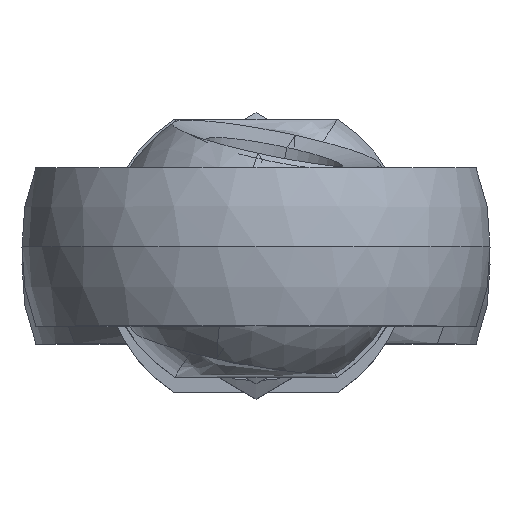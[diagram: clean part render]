
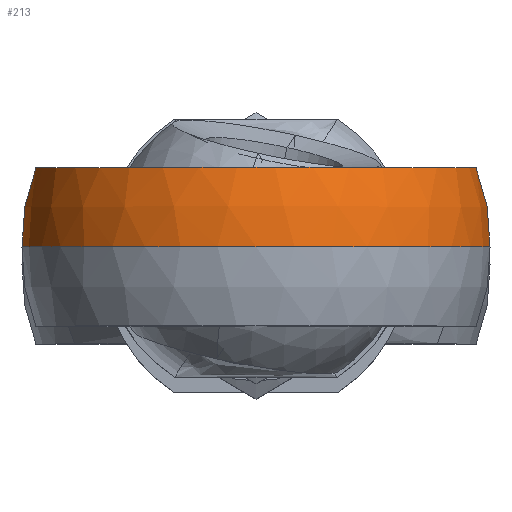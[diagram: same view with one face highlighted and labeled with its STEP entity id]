
A CAD part, top view. The second image highlights one B-rep face of the part: STEP entity #213.
In plain terms, the highlighted spherical face has radius 10 mm.
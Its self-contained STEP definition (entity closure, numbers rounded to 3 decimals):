
#19 = DIRECTION ( 'NONE',  ( 1., 0., 0. ) ) ;
#37 = DIRECTION ( 'NONE',  ( -1., 0., 0. ) ) ;
#191 = CIRCLE ( 'NONE', #285, 10. ) ;
#208 = VERTEX_POINT ( 'NONE', #2626 ) ;
#213 = ADVANCED_FACE ( 'NONE', ( #230 ), #2379, .T. ) ;
#230 = FACE_OUTER_BOUND ( 'NONE', #1364, .T. ) ;
#233 = ORIENTED_EDGE ( 'NONE', *, *, #676, .T. ) ;
#285 = AXIS2_PLACEMENT_3D ( 'NONE', #2517, #1301, #37 ) ;
#302 = DIRECTION ( 'NONE',  ( 0., 0., 1. ) ) ;
#310 = CARTESIAN_POINT ( 'NONE',  ( 0., 0., 0. ) ) ;
#332 = CARTESIAN_POINT ( 'NONE',  ( 0., -5.373, 0. ) ) ;
#340 = EDGE_CURVE ( 'NONE', #1486, #1685, #2128, .T. ) ;
#364 = AXIS2_PLACEMENT_3D ( 'NONE', #310, #302, #735 ) ;
#384 = CIRCLE ( 'NONE', #1510, 9.413 ) ;
#413 = DIRECTION ( 'NONE',  ( 0., 1., 0. ) ) ;
#418 = CARTESIAN_POINT ( 'NONE',  ( 0., -5.373, 0. ) ) ;
#421 = DIRECTION ( 'NONE',  ( 0., 0., 1. ) ) ;
#425 = ORIENTED_EDGE ( 'NONE', *, *, #884, .F. ) ;
#532 = EDGE_CURVE ( 'NONE', #208, #730, #1418, .T. ) ;
#645 = DIRECTION ( 'NONE',  ( -1., 0., 0. ) ) ;
#676 = EDGE_CURVE ( 'NONE', #730, #1974, #1123, .T. ) ;
#730 = VERTEX_POINT ( 'NONE', #1907 ) ;
#735 = DIRECTION ( 'NONE',  ( -1., 0., 0. ) ) ;
#744 = AXIS2_PLACEMENT_3D ( 'NONE', #332, #2608, #1179 ) ;
#767 = ORIENTED_EDGE ( 'NONE', *, *, #1569, .T. ) ;
#798 = CARTESIAN_POINT ( 'NONE',  ( 0., 10., 0. ) ) ;
#884 = EDGE_CURVE ( 'NONE', #1486, #1974, #191, .T. ) ;
#889 = AXIS2_PLACEMENT_3D ( 'NONE', #418, #413, #645 ) ;
#1123 = CIRCLE ( 'NONE', #1532, 10. ) ;
#1179 = DIRECTION ( 'NONE',  ( -1., 0., 0. ) ) ;
#1301 = DIRECTION ( 'NONE',  ( 0., 0., -1. ) ) ;
#1364 = EDGE_LOOP ( 'NONE', ( #1482, #233, #425, #1650, #767 ) ) ;
#1418 = CIRCLE ( 'NONE', #744, 8.434 ) ;
#1482 = ORIENTED_EDGE ( 'NONE', *, *, #532, .T. ) ;
#1486 = VERTEX_POINT ( 'NONE', #1677 ) ;
#1510 = AXIS2_PLACEMENT_3D ( 'NONE', #2551, #1520, #2156 ) ;
#1520 = DIRECTION ( 'NONE',  ( 0., 0., -1. ) ) ;
#1532 = AXIS2_PLACEMENT_3D ( 'NONE', #2493, #421, #19 ) ;
#1569 = EDGE_CURVE ( 'NONE', #1685, #208, #384, .T. ) ;
#1650 = ORIENTED_EDGE ( 'NONE', *, *, #340, .T. ) ;
#1677 = CARTESIAN_POINT ( 'NONE',  ( -8.434, -5.373, 0. ) ) ;
#1685 = VERTEX_POINT ( 'NONE', #2660 ) ;
#1907 = CARTESIAN_POINT ( 'NONE',  ( 8.434, -5.373, 0. ) ) ;
#1974 = VERTEX_POINT ( 'NONE', #798 ) ;
#2128 = CIRCLE ( 'NONE', #889, 8.434 ) ;
#2156 = DIRECTION ( 'NONE',  ( 1., 0., 0. ) ) ;
#2379 = SPHERICAL_SURFACE ( 'NONE', #364, 10. ) ;
#2493 = CARTESIAN_POINT ( 'NONE',  ( 0., 0., 0. ) ) ;
#2517 = CARTESIAN_POINT ( 'NONE',  ( 0., 0., 0. ) ) ;
#2551 = CARTESIAN_POINT ( 'NONE',  ( 0., 0., 3.375 ) ) ;
#2608 = DIRECTION ( 'NONE',  ( 0., 1., 0. ) ) ;
#2626 = CARTESIAN_POINT ( 'NONE',  ( 7.729, -5.373, 3.375 ) ) ;
#2660 = CARTESIAN_POINT ( 'NONE',  ( -7.729, -5.373, 3.375 ) ) ;
